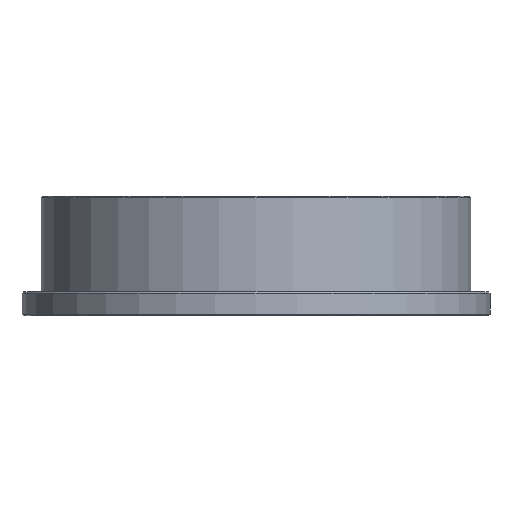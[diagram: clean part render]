
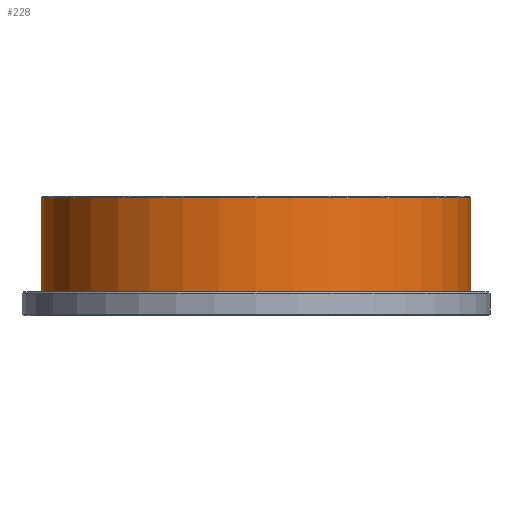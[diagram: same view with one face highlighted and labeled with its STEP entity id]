
A CAD part, front view. The second image highlights one B-rep face of the part: STEP entity #228.
In plain terms, the highlighted cylindrical face has radius 14.287 mm (diameter 28.575 mm), a partial arc.
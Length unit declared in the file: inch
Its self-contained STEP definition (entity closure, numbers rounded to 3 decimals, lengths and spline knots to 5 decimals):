
#6 = CARTESIAN_POINT ( 'NONE',  ( 0.5625, 0., 0. ) ) ;
#14 = DIRECTION ( 'NONE',  ( 1., 0., 0. ) ) ;
#16 = ORIENTED_EDGE ( 'NONE', *, *, #255, .F. ) ;
#20 = LINE ( 'NONE', #325, #119 ) ;
#39 = AXIS2_PLACEMENT_3D ( 'NONE', #409, #360, #523 ) ;
#61 = DIRECTION ( 'NONE',  ( 0., 0., -1. ) ) ;
#63 = LINE ( 'NONE', #121, #267 ) ;
#69 = CARTESIAN_POINT ( 'NONE',  ( 0.5625, 0., 0.24606 ) ) ;
#98 = ORIENTED_EDGE ( 'NONE', *, *, #222, .T. ) ;
#112 = DIRECTION ( 'NONE',  ( 0., 0., -1. ) ) ;
#119 = VECTOR ( 'NONE', #61, 39.37008 ) ;
#121 = CARTESIAN_POINT ( 'NONE',  ( -0.5625, 0., 0.25 ) ) ;
#135 = CARTESIAN_POINT ( 'NONE',  ( 0., 0., 0. ) ) ;
#184 = DIRECTION ( 'NONE',  ( 0., 0., 1. ) ) ;
#202 = DIRECTION ( 'NONE',  ( 0., 0., -1. ) ) ;
#212 = VERTEX_POINT ( 'NONE', #6 ) ;
#222 = EDGE_CURVE ( 'NONE', #447, #212, #515, .T. ) ;
#228 = ADVANCED_FACE ( 'NONE', ( #354 ), #545, .T. ) ;
#232 = ORIENTED_EDGE ( 'NONE', *, *, #492, .T. ) ;
#247 = EDGE_CURVE ( 'NONE', #393, #297, #251, .T. ) ;
#251 = CIRCLE ( 'NONE', #403, 0.5625 ) ;
#255 = EDGE_CURVE ( 'NONE', #393, #212, #20, .T. ) ;
#267 = VECTOR ( 'NONE', #202, 39.37008 ) ;
#297 = VERTEX_POINT ( 'NONE', #374 ) ;
#325 = CARTESIAN_POINT ( 'NONE',  ( 0.5625, 0., 0.25 ) ) ;
#354 = FACE_OUTER_BOUND ( 'NONE', #475, .T. ) ;
#360 = DIRECTION ( 'NONE',  ( 0., 0., -1. ) ) ;
#362 = AXIS2_PLACEMENT_3D ( 'NONE', #135, #184, #14 ) ;
#374 = CARTESIAN_POINT ( 'NONE',  ( -0.5625, 0., 0.24606 ) ) ;
#393 = VERTEX_POINT ( 'NONE', #69 ) ;
#403 = AXIS2_PLACEMENT_3D ( 'NONE', #521, #112, #524 ) ;
#409 = CARTESIAN_POINT ( 'NONE',  ( 0., 0., 0.25 ) ) ;
#447 = VERTEX_POINT ( 'NONE', #543 ) ;
#452 = ORIENTED_EDGE ( 'NONE', *, *, #247, .T. ) ;
#475 = EDGE_LOOP ( 'NONE', ( #16, #452, #232, #98 ) ) ;
#492 = EDGE_CURVE ( 'NONE', #297, #447, #63, .T. ) ;
#515 = CIRCLE ( 'NONE', #362, 0.5625 ) ;
#521 = CARTESIAN_POINT ( 'NONE',  ( 0., 0., 0.24606 ) ) ;
#523 = DIRECTION ( 'NONE',  ( -1., 0., 0. ) ) ;
#524 = DIRECTION ( 'NONE',  ( 1., 0., 0. ) ) ;
#543 = CARTESIAN_POINT ( 'NONE',  ( -0.5625, 0., 0. ) ) ;
#545 = CYLINDRICAL_SURFACE ( 'NONE', #39, 0.5625 ) ;
